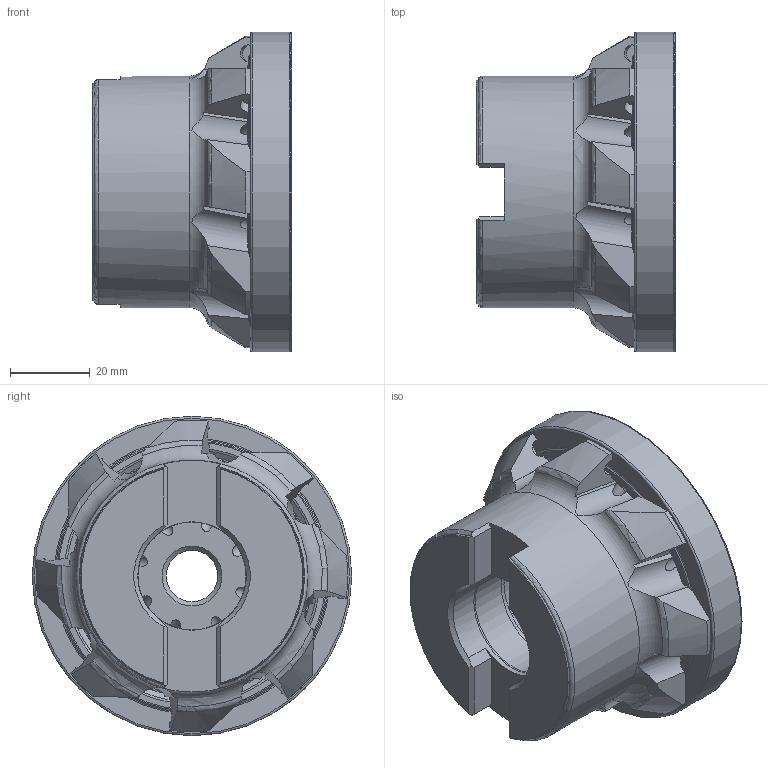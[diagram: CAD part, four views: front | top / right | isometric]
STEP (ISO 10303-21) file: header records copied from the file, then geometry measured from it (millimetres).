
FILE_DESCRIPTION (( 'STEP AP214' ), '1' );
FILE_NAME ('90PP-080-10-8.STEP', '2014-11-18T13:24:32', ( '' ), ( '' ), 'SwSTEP 2.0', 'SolidWorks 2014', '' );
FILE_SCHEMA (( 'AUTOMOTIVE_DESIGN' ));
Length unit declared in the file: millimetre
Products named in the file (1): 90PP-080-10-8
Bounding box: 50.01 x 79.99 x 79.99 mm (x, y, z)
Volume: 139213.6 mm3; surface area: 25279.9 mm2
Topology: 1 solids, 1 shells, 250 faces, 756 edges, 496 vertices
Faces by surface type: plane 98, cone 63, cylinder 54, torus 35
Full cylindrical faces by diameter (mm): 3 x8, 13 x1, 18.5 x1, 27 x1, 27.15 x1, 27.3 x1, 58 x1
Entity records: 10433 total; most frequent: CARTESIAN_POINT 3691, ORIENTED_EDGE 1420, DIRECTION 1030, EDGE_CURVE 710, VERTEX_POINT 482, AXIS2_PLACEMENT_3D 437, B_SPLINE_CURVE_WITH_KNOTS 292, EDGE_LOOP 288
